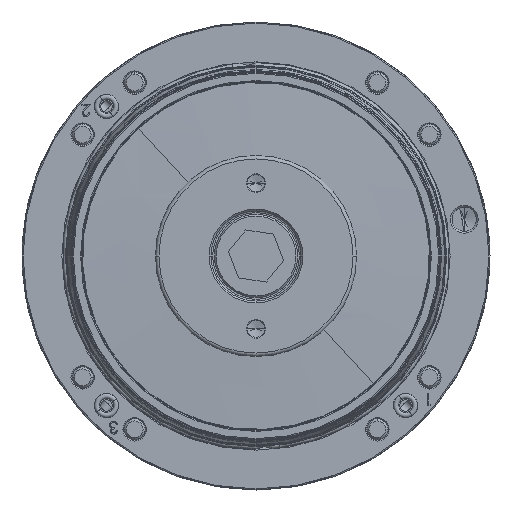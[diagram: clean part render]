
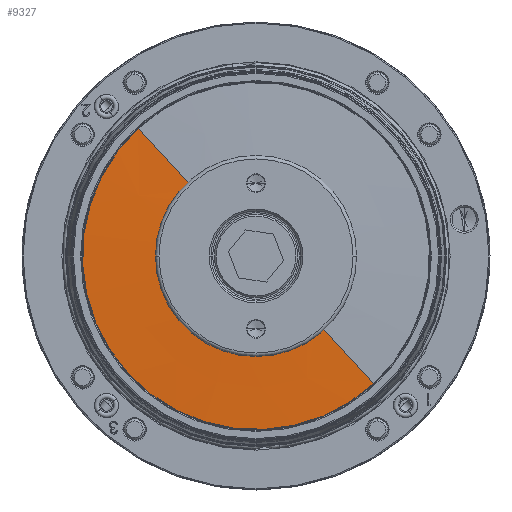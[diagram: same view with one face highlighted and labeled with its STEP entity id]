
A CAD part, front view. The second image highlights one B-rep face of the part: STEP entity #9327.
In plain terms, the highlighted conical face has half-angle 87.853 degrees and reference radius 50.05 mm.
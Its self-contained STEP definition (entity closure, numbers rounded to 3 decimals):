
#1586 = EDGE_LOOP ( 'NONE', ( #2238, #5945, #2158, #21670, #14687 ) ) ;
#2158 = ORIENTED_EDGE ( 'NONE', *, *, #2554, .T. ) ;
#2238 = ORIENTED_EDGE ( 'NONE', *, *, #28205, .T. ) ;
#2554 = EDGE_CURVE ( 'NONE', #31428, #10228, #11768, .T. ) ;
#3473 = CARTESIAN_POINT ( 'NONE',  ( -17.663, -82.239, 19.135 ) ) ;
#5791 = VERTEX_POINT ( 'NONE', #35442 ) ;
#5945 = ORIENTED_EDGE ( 'NONE', *, *, #8503, .T. ) ;
#6376 = CARTESIAN_POINT ( 'NONE',  ( 17.663, -82.239, -19.135 ) ) ;
#6763 = EDGE_CURVE ( 'NONE', #10228, #17161, #34832, .T. ) ;
#8503 = EDGE_CURVE ( 'NONE', #5791, #31428, #9906, .T. ) ;
#8521 = CARTESIAN_POINT ( 'NONE',  ( 0., -81.339, 0. ) ) ;
#8592 = CONICAL_SURFACE ( 'NONE', #23174, 50.05, 1.533 ) ;
#9327 = ADVANCED_FACE ( 'NONE', ( #12108 ), #8592, .T. ) ;
#9380 = VERTEX_POINT ( 'NONE', #6376 ) ;
#9906 = CIRCLE ( 'NONE', #18493, 26.041 ) ;
#10014 = VECTOR ( 'NONE', #13428, 1000. ) ;
#10228 = VERTEX_POINT ( 'NONE', #16873 ) ;
#11128 = DIRECTION ( 'NONE',  ( 0., 1., 0. ) ) ;
#11232 = DIRECTION ( 'NONE',  ( 0., 1., 0. ) ) ;
#11768 = LINE ( 'NONE', #32799, #10014 ) ;
#12108 = FACE_OUTER_BOUND ( 'NONE', #1586, .T. ) ;
#13428 = DIRECTION ( 'NONE',  ( -0.678, 0.037, 0.734 ) ) ;
#13685 = DIRECTION ( 'NONE',  ( 0.678, 0.037, -0.734 ) ) ;
#14238 = DIRECTION ( 'NONE',  ( 0., 1., 0. ) ) ;
#14687 = ORIENTED_EDGE ( 'NONE', *, *, #28825, .F. ) ;
#15537 = CARTESIAN_POINT ( 'NONE',  ( 0., -81.339, 0. ) ) ;
#16873 = CARTESIAN_POINT ( 'NONE',  ( -33.948, -81.339, 36.777 ) ) ;
#17161 = VERTEX_POINT ( 'NONE', #27420 ) ;
#18140 = CIRCLE ( 'NONE', #20055, 26.041 ) ;
#18342 = DIRECTION ( 'NONE',  ( -0.678, 0., 0.735 ) ) ;
#18493 = AXIS2_PLACEMENT_3D ( 'NONE', #27737, #11128, #30500 ) ;
#19612 = LINE ( 'NONE', #33054, #26069 ) ;
#20055 = AXIS2_PLACEMENT_3D ( 'NONE', #30789, #14238, #33606 ) ;
#21670 = ORIENTED_EDGE ( 'NONE', *, *, #6763, .T. ) ;
#23174 = AXIS2_PLACEMENT_3D ( 'NONE', #8521, #11232, #27969 ) ;
#24200 = AXIS2_PLACEMENT_3D ( 'NONE', #15537, #34929, #18342 ) ;
#26069 = VECTOR ( 'NONE', #13685, 1000. ) ;
#27420 = CARTESIAN_POINT ( 'NONE',  ( 33.948, -81.339, -36.777 ) ) ;
#27737 = CARTESIAN_POINT ( 'NONE',  ( 0., -82.239, 0. ) ) ;
#27969 = DIRECTION ( 'NONE',  ( 0.678, 0., -0.735 ) ) ;
#28205 = EDGE_CURVE ( 'NONE', #9380, #5791, #18140, .T. ) ;
#28825 = EDGE_CURVE ( 'NONE', #9380, #17161, #19612, .T. ) ;
#30500 = DIRECTION ( 'NONE',  ( 0., 0., 1. ) ) ;
#30789 = CARTESIAN_POINT ( 'NONE',  ( 0., -82.239, 0. ) ) ;
#31428 = VERTEX_POINT ( 'NONE', #3473 ) ;
#32799 = CARTESIAN_POINT ( 'NONE',  ( -33.948, -81.339, 36.777 ) ) ;
#33054 = CARTESIAN_POINT ( 'NONE',  ( 33.948, -81.339, -36.777 ) ) ;
#33606 = DIRECTION ( 'NONE',  ( 0., 0., 1. ) ) ;
#34832 = CIRCLE ( 'NONE', #24200, 50.05 ) ;
#34929 = DIRECTION ( 'NONE',  ( 0., -1., 0. ) ) ;
#35442 = CARTESIAN_POINT ( 'NONE',  ( 0., -82.239, -26.041 ) ) ;
